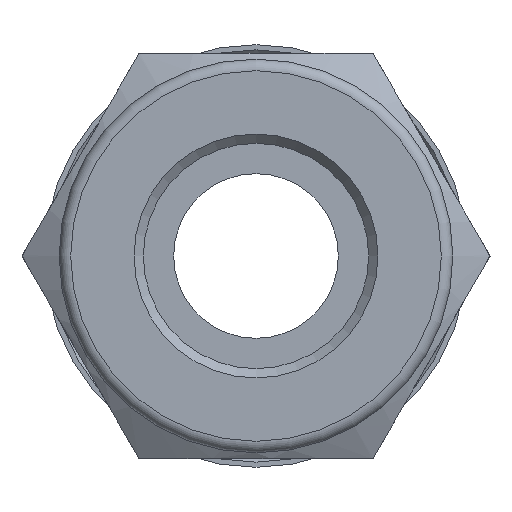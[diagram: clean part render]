
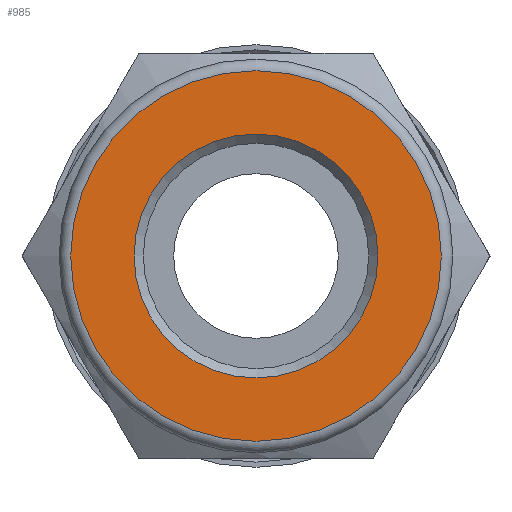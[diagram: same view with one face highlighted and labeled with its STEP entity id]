
A CAD part, left-side view. The second image highlights one B-rep face of the part: STEP entity #985.
In plain terms, the highlighted planar face has unit normal (-1, 0, 0).
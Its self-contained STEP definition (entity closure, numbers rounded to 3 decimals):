
#65=FACE_BOUND('',#245,.T.);
#98=CIRCLE('',#1087,8.);
#112=CIRCLE('',#1113,5.265);
#174=FACE_OUTER_BOUND('',#244,.T.);
#244=EDGE_LOOP('',(#794));
#245=EDGE_LOOP('',(#795));
#441=VERTEX_POINT('',#1632);
#453=VERTEX_POINT('',#1678);
#550=EDGE_CURVE('',#441,#441,#98,.T.);
#572=EDGE_CURVE('',#453,#453,#112,.T.);
#794=ORIENTED_EDGE('',*,*,#550,.F.);
#795=ORIENTED_EDGE('',*,*,#572,.T.);
#939=PLANE('',#1114);
#985=ADVANCED_FACE('',(#174,#65),#939,.T.);
#1087=AXIS2_PLACEMENT_3D('',#1634,#1292,#1293);
#1113=AXIS2_PLACEMENT_3D('',#1680,#1352,#1353);
#1114=AXIS2_PLACEMENT_3D('',#1681,#1354,#1355);
#1292=DIRECTION('center_axis',(1.,0.,0.));
#1293=DIRECTION('ref_axis',(0.,0.,-1.));
#1352=DIRECTION('center_axis',(1.,0.,0.));
#1353=DIRECTION('ref_axis',(0.,0.,-1.));
#1354=DIRECTION('center_axis',(-1.,0.,0.));
#1355=DIRECTION('ref_axis',(0.,0.,1.));
#1632=CARTESIAN_POINT('',(0.,0.,8.));
#1634=CARTESIAN_POINT('Origin',(0.,0.,
0.));
#1678=CARTESIAN_POINT('',(0.,-5.265,0.));
#1680=CARTESIAN_POINT('Origin',(0.,0.,
0.));
#1681=CARTESIAN_POINT('Origin',(0.,8.,0.));
